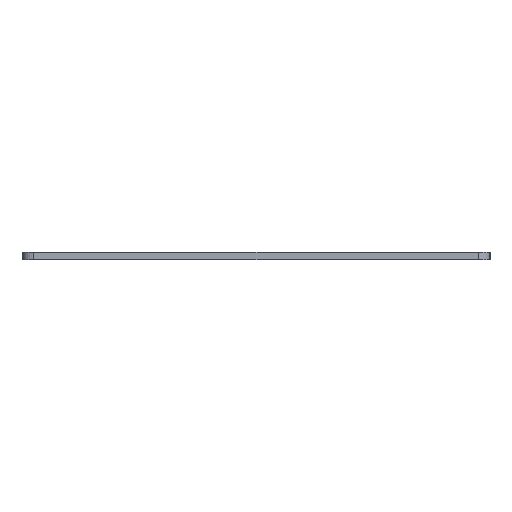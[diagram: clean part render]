
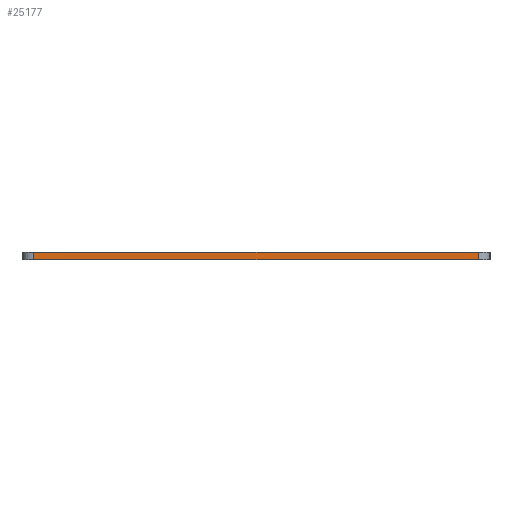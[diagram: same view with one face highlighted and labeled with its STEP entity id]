
A CAD part, left-side view. The second image highlights one B-rep face of the part: STEP entity #25177.
In plain terms, the highlighted planar face has unit normal (-1, 0, 0).
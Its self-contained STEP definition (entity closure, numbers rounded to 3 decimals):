
#84 = PLANE('',#85);
#85 = AXIS2_PLACEMENT_3D('',#86,#87,#88);
#86 = CARTESIAN_POINT('',(208.016,-150.234,1.6));
#87 = DIRECTION('',(-0.,-0.,-1.));
#88 = DIRECTION('',(-1.,0.,0.));
#143 = PLANE('',#144);
#144 = AXIS2_PLACEMENT_3D('',#145,#146,#147);
#145 = CARTESIAN_POINT('',(208.016,-150.234,0.));
#146 = DIRECTION('',(-0.,-0.,-1.));
#147 = DIRECTION('',(-1.,0.,0.));
#968 = VERTEX_POINT('',#969);
#969 = CARTESIAN_POINT('',(65.934,-192.995,0.));
#988 = CYLINDRICAL_SURFACE('',#989,2.381);
#989 = AXIS2_PLACEMENT_3D('',#990,#991,#992);
#990 = CARTESIAN_POINT('',(68.315,-192.995,0.));
#991 = DIRECTION('',(-0.,-0.,-1.));
#992 = DIRECTION('',(1.,0.,-0.));
#1000 = EDGE_CURVE('',#968,#1001,#1003,.T.);
#1001 = VERTEX_POINT('',#1002);
#1002 = CARTESIAN_POINT('',(65.934,-104.095,0.));
#1003 = SURFACE_CURVE('',#1004,(#1008,#1015),.PCURVE_S1.);
#1004 = LINE('',#1005,#1006);
#1005 = CARTESIAN_POINT('',(65.934,-192.995,0.));
#1006 = VECTOR('',#1007,1.);
#1007 = DIRECTION('',(0.,1.,0.));
#1008 = PCURVE('',#143,#1009);
#1009 = DEFINITIONAL_REPRESENTATION('',(#1010),#1014);
#1010 = LINE('',#1011,#1012);
#1011 = CARTESIAN_POINT('',(142.082,-42.761));
#1012 = VECTOR('',#1013,1.);
#1013 = DIRECTION('',(0.,1.));
#1014 = ( GEOMETRIC_REPRESENTATION_CONTEXT(2) 
PARAMETRIC_REPRESENTATION_CONTEXT() REPRESENTATION_CONTEXT('2D SPACE',''
  ) );
#1015 = PCURVE('',#1016,#1021);
#1016 = PLANE('',#1017);
#1017 = AXIS2_PLACEMENT_3D('',#1018,#1019,#1020);
#1018 = CARTESIAN_POINT('',(65.934,-192.995,0.));
#1019 = DIRECTION('',(-1.,0.,0.));
#1020 = DIRECTION('',(0.,1.,0.));
#1021 = DEFINITIONAL_REPRESENTATION('',(#1022),#1026);
#1022 = LINE('',#1023,#1024);
#1023 = CARTESIAN_POINT('',(0.,0.));
#1024 = VECTOR('',#1025,1.);
#1025 = DIRECTION('',(1.,0.));
#1026 = ( GEOMETRIC_REPRESENTATION_CONTEXT(2) 
PARAMETRIC_REPRESENTATION_CONTEXT() REPRESENTATION_CONTEXT('2D SPACE',''
  ) );
#1049 = CYLINDRICAL_SURFACE('',#1050,2.381);
#1050 = AXIS2_PLACEMENT_3D('',#1051,#1052,#1053);
#1051 = CARTESIAN_POINT('',(68.315,-104.095,0.));
#1052 = DIRECTION('',(-0.,-0.,-1.));
#1053 = DIRECTION('',(1.,0.,-0.));
#13587 = VERTEX_POINT('',#13588);
#13588 = CARTESIAN_POINT('',(65.934,-192.995,1.6));
#13614 = EDGE_CURVE('',#13587,#13615,#13617,.T.);
#13615 = VERTEX_POINT('',#13616);
#13616 = CARTESIAN_POINT('',(65.934,-104.095,1.6));
#13617 = SURFACE_CURVE('',#13618,(#13622,#13629),.PCURVE_S1.);
#13618 = LINE('',#13619,#13620);
#13619 = CARTESIAN_POINT('',(65.934,-192.995,1.6));
#13620 = VECTOR('',#13621,1.);
#13621 = DIRECTION('',(0.,1.,0.));
#13622 = PCURVE('',#84,#13623);
#13623 = DEFINITIONAL_REPRESENTATION('',(#13624),#13628);
#13624 = LINE('',#13625,#13626);
#13625 = CARTESIAN_POINT('',(142.082,-42.761));
#13626 = VECTOR('',#13627,1.);
#13627 = DIRECTION('',(0.,1.));
#13628 = ( GEOMETRIC_REPRESENTATION_CONTEXT(2) 
PARAMETRIC_REPRESENTATION_CONTEXT() REPRESENTATION_CONTEXT('2D SPACE',''
  ) );
#13629 = PCURVE('',#1016,#13630);
#13630 = DEFINITIONAL_REPRESENTATION('',(#13631),#13635);
#13631 = LINE('',#13632,#13633);
#13632 = CARTESIAN_POINT('',(0.,-1.6));
#13633 = VECTOR('',#13634,1.);
#13634 = DIRECTION('',(1.,0.));
#13635 = ( GEOMETRIC_REPRESENTATION_CONTEXT(2) 
PARAMETRIC_REPRESENTATION_CONTEXT() REPRESENTATION_CONTEXT('2D SPACE',''
  ) );
#25127 = EDGE_CURVE('',#968,#13587,#25128,.T.);
#25128 = SURFACE_CURVE('',#25129,(#25133,#25140),.PCURVE_S1.);
#25129 = LINE('',#25130,#25131);
#25130 = CARTESIAN_POINT('',(65.934,-192.995,0.));
#25131 = VECTOR('',#25132,1.);
#25132 = DIRECTION('',(0.,0.,1.));
#25133 = PCURVE('',#988,#25134);
#25134 = DEFINITIONAL_REPRESENTATION('',(#25135),#25139);
#25135 = LINE('',#25136,#25137);
#25136 = CARTESIAN_POINT('',(-3.142,0.));
#25137 = VECTOR('',#25138,1.);
#25138 = DIRECTION('',(-0.,-1.));
#25139 = ( GEOMETRIC_REPRESENTATION_CONTEXT(2) 
PARAMETRIC_REPRESENTATION_CONTEXT() REPRESENTATION_CONTEXT('2D SPACE',''
  ) );
#25140 = PCURVE('',#1016,#25141);
#25141 = DEFINITIONAL_REPRESENTATION('',(#25142),#25146);
#25142 = LINE('',#25143,#25144);
#25143 = CARTESIAN_POINT('',(0.,0.));
#25144 = VECTOR('',#25145,1.);
#25145 = DIRECTION('',(0.,-1.));
#25146 = ( GEOMETRIC_REPRESENTATION_CONTEXT(2) 
PARAMETRIC_REPRESENTATION_CONTEXT() REPRESENTATION_CONTEXT('2D SPACE',''
  ) );
#25177 = ADVANCED_FACE('',(#25178),#1016,.T.);
#25178 = FACE_BOUND('',#25179,.T.);
#25179 = EDGE_LOOP('',(#25180,#25181,#25182,#25203));
#25180 = ORIENTED_EDGE('',*,*,#25127,.T.);
#25181 = ORIENTED_EDGE('',*,*,#13614,.T.);
#25182 = ORIENTED_EDGE('',*,*,#25183,.F.);
#25183 = EDGE_CURVE('',#1001,#13615,#25184,.T.);
#25184 = SURFACE_CURVE('',#25185,(#25189,#25196),.PCURVE_S1.);
#25185 = LINE('',#25186,#25187);
#25186 = CARTESIAN_POINT('',(65.934,-104.095,0.));
#25187 = VECTOR('',#25188,1.);
#25188 = DIRECTION('',(0.,0.,1.));
#25189 = PCURVE('',#1016,#25190);
#25190 = DEFINITIONAL_REPRESENTATION('',(#25191),#25195);
#25191 = LINE('',#25192,#25193);
#25192 = CARTESIAN_POINT('',(88.9,0.));
#25193 = VECTOR('',#25194,1.);
#25194 = DIRECTION('',(0.,-1.));
#25195 = ( GEOMETRIC_REPRESENTATION_CONTEXT(2) 
PARAMETRIC_REPRESENTATION_CONTEXT() REPRESENTATION_CONTEXT('2D SPACE',''
  ) );
#25196 = PCURVE('',#1049,#25197);
#25197 = DEFINITIONAL_REPRESENTATION('',(#25198),#25202);
#25198 = LINE('',#25199,#25200);
#25199 = CARTESIAN_POINT('',(-3.142,0.));
#25200 = VECTOR('',#25201,1.);
#25201 = DIRECTION('',(-0.,-1.));
#25202 = ( GEOMETRIC_REPRESENTATION_CONTEXT(2) 
PARAMETRIC_REPRESENTATION_CONTEXT() REPRESENTATION_CONTEXT('2D SPACE',''
  ) );
#25203 = ORIENTED_EDGE('',*,*,#1000,.F.);
